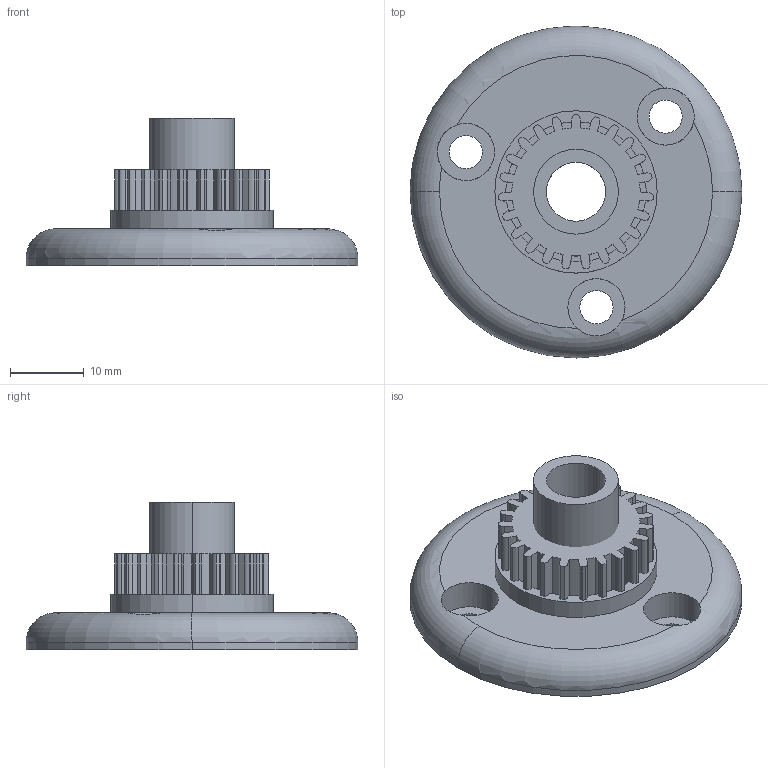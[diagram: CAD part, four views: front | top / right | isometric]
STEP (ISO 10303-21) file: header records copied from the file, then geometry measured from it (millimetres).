
FILE_DESCRIPTION (( 'STEP AP214' ), '1' );
FILE_NAME ('Torpedo_Carrier_Ring_OutPut_V2f.STEP', '2023-02-21T02:11:42', ( '' ), ( '' ), 'SwSTEP 2.0', 'SolidWorks 2013', '' );
FILE_SCHEMA (( 'AUTOMOTIVE_DESIGN' ));
Length unit declared in the file: millimetre
Products named in the file (1): Torpedo_Carrier_Ring_OutPut_V2f
Bounding box: 45 x 45 x 20 mm (x, y, z)
Volume: 7401 mm3; surface area: 6052.6 mm2
Topology: 2 solids, 2 shells, 235 faces, 679 edges, 452 vertices
Faces by surface type: cylinder 147, plane 86, torus 2
Entity records: 7969 total; most frequent: DIRECTION 1448, CARTESIAN_POINT 1424, ORIENTED_EDGE 1358, EDGE_CURVE 679, AXIS2_PLACEMENT_3D 538, VERTEX_POINT 452, VECTOR 372, LINE 372
